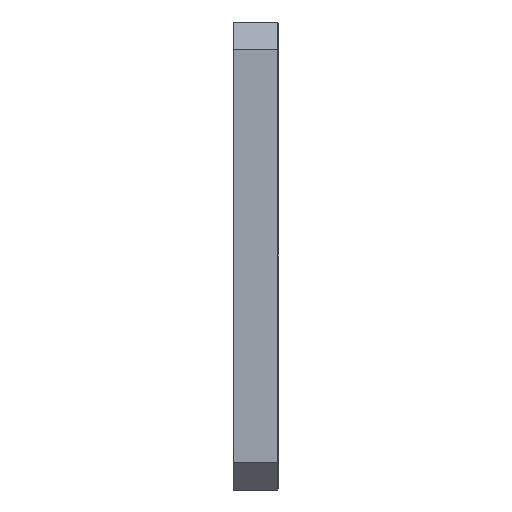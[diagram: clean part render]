
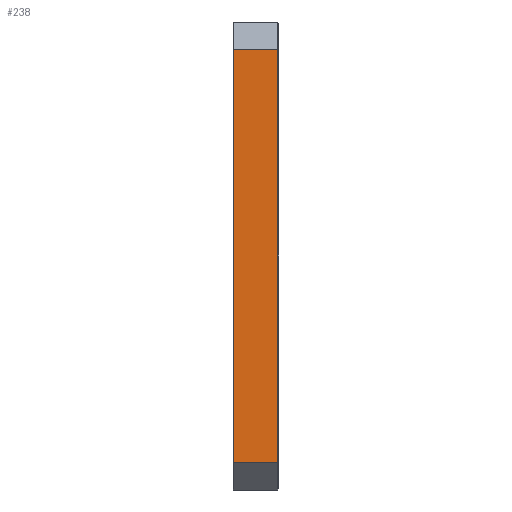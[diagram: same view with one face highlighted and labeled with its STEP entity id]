
A CAD part, left-side view. The second image highlights one B-rep face of the part: STEP entity #238.
In plain terms, the highlighted planar face has unit normal (-1, 0, 0).
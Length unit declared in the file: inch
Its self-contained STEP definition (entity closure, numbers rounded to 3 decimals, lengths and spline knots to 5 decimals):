
#89 = VERTEX_POINT ( 'NONE', #421 ) ;
#108 = DIRECTION ( 'NONE',  ( 0., -1., 0. ) ) ;
#113 = ORIENTED_EDGE ( 'NONE', *, *, #1319, .T. ) ;
#163 = LINE ( 'NONE', #851, #260 ) ;
#238 = ADVANCED_FACE ( 'NONE', ( #1244 ), #1067, .F. ) ;
#260 = VECTOR ( 'NONE', #1367, 39.37008 ) ;
#307 = ORIENTED_EDGE ( 'NONE', *, *, #1776, .T. ) ;
#347 = EDGE_LOOP ( 'NONE', ( #2212, #307, #113, #1529 ) ) ;
#362 = LINE ( 'NONE', #1563, #381 ) ;
#381 = VECTOR ( 'NONE', #1242, 39.37008 ) ;
#421 = CARTESIAN_POINT ( 'NONE',  ( -3.93701, -0.46213, 4.46231 ) ) ;
#654 = VERTEX_POINT ( 'NONE', #730 ) ;
#730 = CARTESIAN_POINT ( 'NONE',  ( -3.93701, 0.49213, -4.46231 ) ) ;
#738 = CARTESIAN_POINT ( 'NONE',  ( -3.93701, 0.49213, 5.05286 ) ) ;
#743 = EDGE_CURVE ( 'NONE', #654, #2020, #1810, .T. ) ;
#851 = CARTESIAN_POINT ( 'NONE',  ( -3.93701, 0.49213, 5.05286 ) ) ;
#1015 = AXIS2_PLACEMENT_3D ( 'NONE', #738, #1426, #1552 ) ;
#1067 = PLANE ( 'NONE',  #1015 ) ;
#1189 = CARTESIAN_POINT ( 'NONE',  ( -3.93701, -0.46213, 5.05286 ) ) ;
#1242 = DIRECTION ( 'NONE',  ( 0., 1., 0. ) ) ;
#1244 = FACE_OUTER_BOUND ( 'NONE', #347, .T. ) ;
#1319 = EDGE_CURVE ( 'NONE', #89, #1975, #362, .T. ) ;
#1357 = LINE ( 'NONE', #1189, #1518 ) ;
#1367 = DIRECTION ( 'NONE',  ( 0., 0., -1. ) ) ;
#1379 = VECTOR ( 'NONE', #108, 39.37008 ) ;
#1426 = DIRECTION ( 'NONE',  ( 1., 0., 0. ) ) ;
#1518 = VECTOR ( 'NONE', #2032, 39.37008 ) ;
#1529 = ORIENTED_EDGE ( 'NONE', *, *, #1746, .T. ) ;
#1552 = DIRECTION ( 'NONE',  ( 0., 1., 0. ) ) ;
#1563 = CARTESIAN_POINT ( 'NONE',  ( -3.93701, 0.49213, 4.46231 ) ) ;
#1746 = EDGE_CURVE ( 'NONE', #1975, #654, #163, .T. ) ;
#1776 = EDGE_CURVE ( 'NONE', #2020, #89, #1357, .T. ) ;
#1810 = LINE ( 'NONE', #1818, #1379 ) ;
#1818 = CARTESIAN_POINT ( 'NONE',  ( -3.93701, -0.49213, -4.46231 ) ) ;
#1828 = CARTESIAN_POINT ( 'NONE',  ( -3.93701, 0.49213, 4.46231 ) ) ;
#1975 = VERTEX_POINT ( 'NONE', #1828 ) ;
#2020 = VERTEX_POINT ( 'NONE', #2202 ) ;
#2032 = DIRECTION ( 'NONE',  ( 0., 0., 1. ) ) ;
#2202 = CARTESIAN_POINT ( 'NONE',  ( -3.93701, -0.46213, -4.46231 ) ) ;
#2212 = ORIENTED_EDGE ( 'NONE', *, *, #743, .T. ) ;
